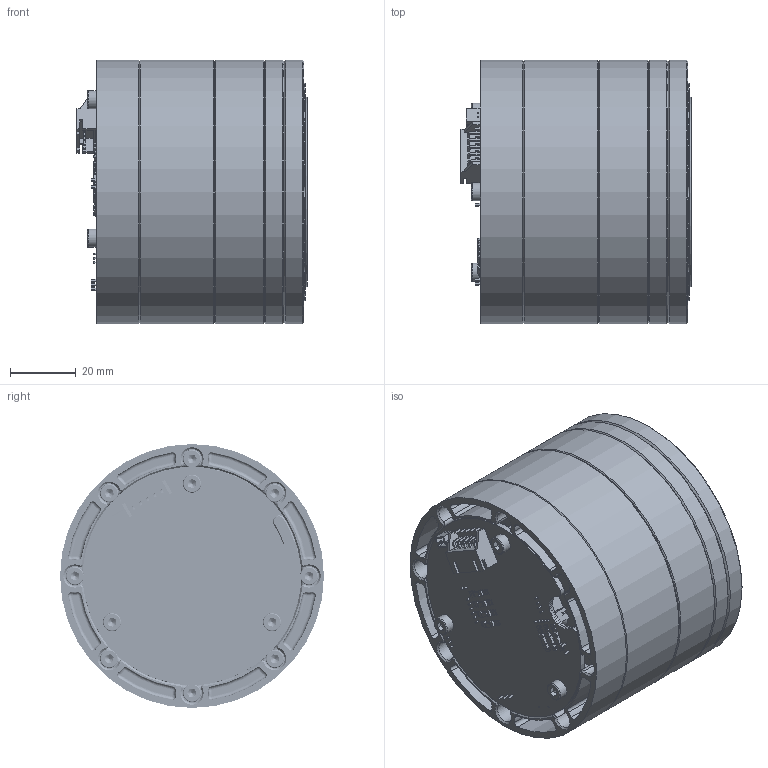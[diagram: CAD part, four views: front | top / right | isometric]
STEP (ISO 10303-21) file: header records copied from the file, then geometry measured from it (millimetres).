
FILE_DESCRIPTION(/* description */ (''),/* implementation_level */ '2;1');
FILE_NAME(/* name */ 'RL-SE-80_Simple.STEP',/* time_stamp */ '2022-02-23T13:52:39+01:00',/* author */ ('jhellwig'),/* organization */ ('igus GmbH'),/* preprocessor_version */ 'ST-DEVELOPER v18.1',/* originating_system */ 'Autodesk Inventor 2020',/* authorisation */ '');
FILE_SCHEMA (('AUTOMOTIVE_DESIGN { 1 0 10303 214 3 1 1 }'));
Length unit declared in the file: millimetre
Products named in the file (1): D00414657_Shrinkwrap_1
Bounding box: 69.76 x 80 x 80 mm (x, y, z)
Volume: 158665 mm3; surface area: 103727.9 mm2
Topology: 55 solids, 55 shells, 5069 faces, 14584 edges, 9735 vertices
Faces by surface type: plane 2419, cylinder 2221, cone 210, torus 143, sphere 63, bspline 13
Full cylindrical faces by diameter (mm): 0.2 x12, 0.5 x84, 0.7 x13, 0.762 x4, 0.87 x3, 0.991 x3, 1.3 x4, 2 x8, 2.459 x11, 3 x26, 3.2 x28, 3.3 x8, 5.1 x8, 5.5 x19, 5.54 x6, 5.7 x1, 6 x16, 7 x2, 9 x1, 13 x1, 14.5 x1, 14.88 x4, 18.12 x4, 19 x1, 20 x1, 21 x2, 50 x1, 52 x1, 53 x2, 54 x1
Entity records: 175602 total; most frequent: CARTESIAN_POINT 31662, DIRECTION 30126, ORIENTED_EDGE 29088, EDGE_CURVE 14544, AXIS2_PLACEMENT_3D 10854, VERTEX_POINT 9815, LINE 8418, VECTOR 8418
